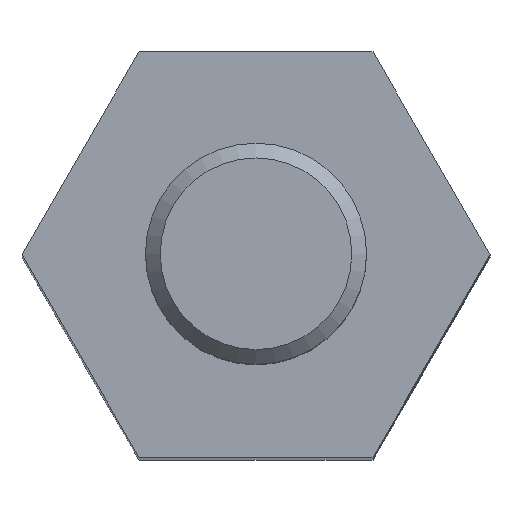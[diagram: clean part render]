
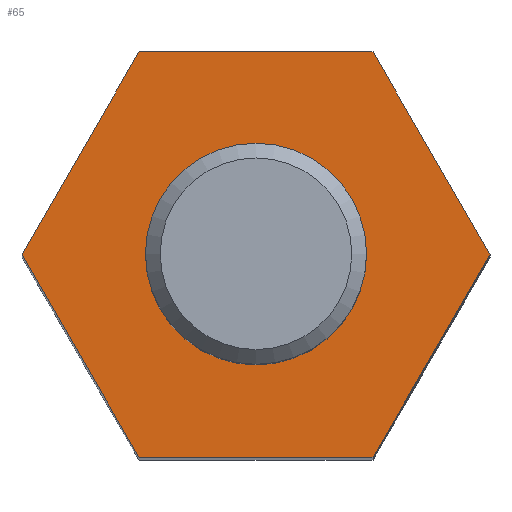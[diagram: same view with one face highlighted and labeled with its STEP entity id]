
A CAD part, top view. The second image highlights one B-rep face of the part: STEP entity #65.
In plain terms, the highlighted planar face has unit normal (0, 0, 1).
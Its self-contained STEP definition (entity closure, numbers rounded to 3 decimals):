
#65 = ADVANCED_FACE( '', ( #142, #143 ), #144, .T. );
#142 = FACE_BOUND( '', #236, .T. );
#143 = FACE_OUTER_BOUND( '', #237, .T. );
#144 = PLANE( '', #238 );
#236 = EDGE_LOOP( '', ( #358 ) );
#237 = EDGE_LOOP( '', ( #359, #360, #361, #362, #363, #364 ) );
#238 = AXIS2_PLACEMENT_3D( '', #365, #366, #367 );
#358 = ORIENTED_EDGE( '', *, *, #514, .T. );
#359 = ORIENTED_EDGE( '', *, *, #515, .T. );
#360 = ORIENTED_EDGE( '', *, *, #507, .T. );
#361 = ORIENTED_EDGE( '', *, *, #516, .T. );
#362 = ORIENTED_EDGE( '', *, *, #486, .T. );
#363 = ORIENTED_EDGE( '', *, *, #517, .T. );
#364 = ORIENTED_EDGE( '', *, *, #492, .T. );
#365 = CARTESIAN_POINT( '', ( 0., 0., 23. ) );
#366 = DIRECTION( '', ( 0., 0., 1. ) );
#367 = DIRECTION( '', ( 1., 0., 0. ) );
#486 = EDGE_CURVE( '', #558, #556, #559, .T. );
#492 = EDGE_CURVE( '', #569, #567, #570, .T. );
#507 = EDGE_CURVE( '', #593, #591, #594, .T. );
#514 = EDGE_CURVE( '', #603, #603, #604, .F. );
#515 = EDGE_CURVE( '', #567, #593, #605, .T. );
#516 = EDGE_CURVE( '', #591, #558, #606, .T. );
#517 = EDGE_CURVE( '', #556, #569, #607, .T. );
#556 = VERTEX_POINT( '', #658 );
#558 = VERTEX_POINT( '', #661 );
#559 = LINE( '', #662, #663 );
#567 = VERTEX_POINT( '', #686 );
#569 = VERTEX_POINT( '', #689 );
#570 = LINE( '', #690, #691 );
#591 = VERTEX_POINT( '', #739 );
#593 = VERTEX_POINT( '', #742 );
#594 = LINE( '', #743, #744 );
#603 = VERTEX_POINT( '', #766 );
#604 = CIRCLE( '', #767, 1.267 );
#605 = LINE( '', #768, #769 );
#606 = LINE( '', #770, #771 );
#607 = LINE( '', #772, #773 );
#658 = CARTESIAN_POINT( '', ( 1.588, -2.75, 23. ) );
#661 = CARTESIAN_POINT( '', ( -1.588, -2.75, 23. ) );
#662 = CARTESIAN_POINT( '', ( -1.588, -2.75, 23. ) );
#663 = VECTOR( '', #832, 1000. );
#686 = CARTESIAN_POINT( '', ( 1.588, 2.75, 23. ) );
#689 = CARTESIAN_POINT( '', ( 3.175, 0., 23. ) );
#690 = CARTESIAN_POINT( '', ( 3.175, 0., 23. ) );
#691 = VECTOR( '', #835, 1000. );
#739 = CARTESIAN_POINT( '', ( -3.175, 0., 23. ) );
#742 = CARTESIAN_POINT( '', ( -1.588, 2.75, 23. ) );
#743 = CARTESIAN_POINT( '', ( -1.588, 2.75, 23. ) );
#744 = VECTOR( '', #850, 1000. );
#766 = CARTESIAN_POINT( '', ( 1.267, 0., 23. ) );
#767 = AXIS2_PLACEMENT_3D( '', #855, #856, #857 );
#768 = CARTESIAN_POINT( '', ( 1.588, 2.75, 23. ) );
#769 = VECTOR( '', #858, 1000. );
#770 = CARTESIAN_POINT( '', ( -3.175, 0., 23. ) );
#771 = VECTOR( '', #859, 1000. );
#772 = CARTESIAN_POINT( '', ( 1.588, -2.75, 23. ) );
#773 = VECTOR( '', #860, 1000. );
#832 = DIRECTION( '', ( 1., 0., 0. ) );
#835 = DIRECTION( '', ( -0.5, 0.866, 0. ) );
#850 = DIRECTION( '', ( -0.5, -0.866, 0. ) );
#855 = CARTESIAN_POINT( '', ( 0., 0., 23. ) );
#856 = DIRECTION( '', ( 0., 0., 1. ) );
#857 = DIRECTION( '', ( 1., 0., 0. ) );
#858 = DIRECTION( '', ( -1., 0., 0. ) );
#859 = DIRECTION( '', ( 0.5, -0.866, 0. ) );
#860 = DIRECTION( '', ( 0.5, 0.866, 0. ) );
